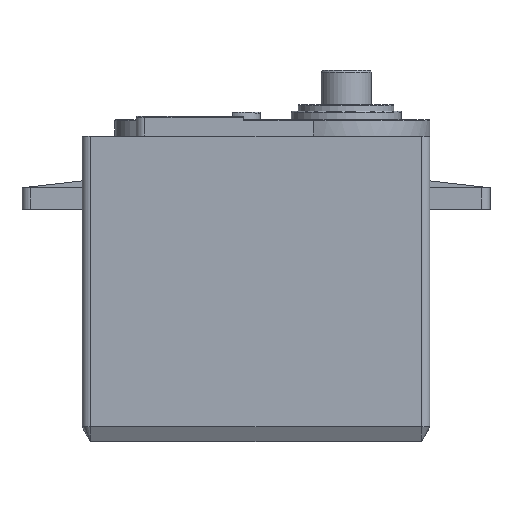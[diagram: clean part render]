
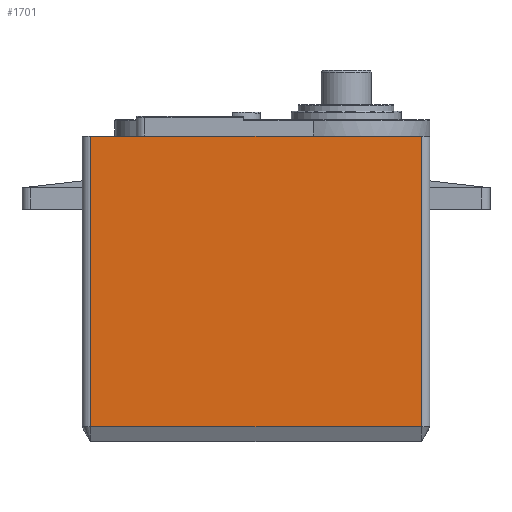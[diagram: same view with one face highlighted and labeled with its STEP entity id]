
A CAD part, top view. The second image highlights one B-rep face of the part: STEP entity #1701.
In plain terms, the highlighted planar face has unit normal (0, 0, 1).
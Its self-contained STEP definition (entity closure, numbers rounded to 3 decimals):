
#174=FACE_OUTER_BOUND('',#268,.T.);
#268=EDGE_LOOP('',(#1200,#1201,#1202,#1203,#1204));
#429=LINE('',#3211,#582);
#430=LINE('',#3213,#583);
#431=LINE('',#3215,#584);
#432=LINE('',#3216,#585);
#433=LINE('',#3217,#586);
#582=VECTOR('',#2132,33.84);
#583=VECTOR('',#2133,38.5);
#584=VECTOR('',#2134,33.84);
#585=VECTOR('',#2135,8.75);
#586=VECTOR('',#2136,29.75);
#717=VERTEX_POINT('',#2975);
#738=VERTEX_POINT('',#3209);
#739=VERTEX_POINT('',#3210);
#740=VERTEX_POINT('',#3212);
#741=VERTEX_POINT('',#3214);
#919=EDGE_CURVE('',#738,#739,#429,.T.);
#920=EDGE_CURVE('',#739,#740,#430,.T.);
#921=EDGE_CURVE('',#740,#741,#431,.F.);
#922=EDGE_CURVE('',#717,#741,#432,.T.);
#923=EDGE_CURVE('',#738,#717,#433,.T.);
#1200=ORIENTED_EDGE('',*,*,#919,.T.);
#1201=ORIENTED_EDGE('',*,*,#920,.T.);
#1202=ORIENTED_EDGE('',*,*,#921,.T.);
#1203=ORIENTED_EDGE('',*,*,#922,.F.);
#1204=ORIENTED_EDGE('',*,*,#923,.F.);
#1547=PLANE('',#1827);
#1701=ADVANCED_FACE('',(#174),#1547,.F.);
#1827=AXIS2_PLACEMENT_3D('',#3208,#2130,#2131);
#2130=DIRECTION('center_axis',(0.,0.,-1.));
#2131=DIRECTION('ref_axis',(-1.,0.,0.));
#2132=DIRECTION('',(0.,-1.,0.));
#2133=DIRECTION('',(1.,0.,0.));
#2134=DIRECTION('',(0.,-1.,0.));
#2135=DIRECTION('',(1.,0.,0.));
#2136=DIRECTION('',(1.,0.,0.));
#2975=CARTESIAN_POINT('',(30.75,8.54,0.));
#3208=CARTESIAN_POINT('Origin',(0.,8.54,0.));
#3209=CARTESIAN_POINT('',(1.,8.54,0.));
#3210=CARTESIAN_POINT('',(1.,-25.3,0.));
#3211=CARTESIAN_POINT('',(1.,8.54,0.));
#3212=CARTESIAN_POINT('',(39.5,-25.3,0.));
#3213=CARTESIAN_POINT('',(1.,-25.3,0.));
#3214=CARTESIAN_POINT('',(39.5,8.54,0.));
#3215=CARTESIAN_POINT('',(39.5,8.54,0.));
#3216=CARTESIAN_POINT('',(30.75,8.54,0.));
#3217=CARTESIAN_POINT('',(1.,8.54,0.));
